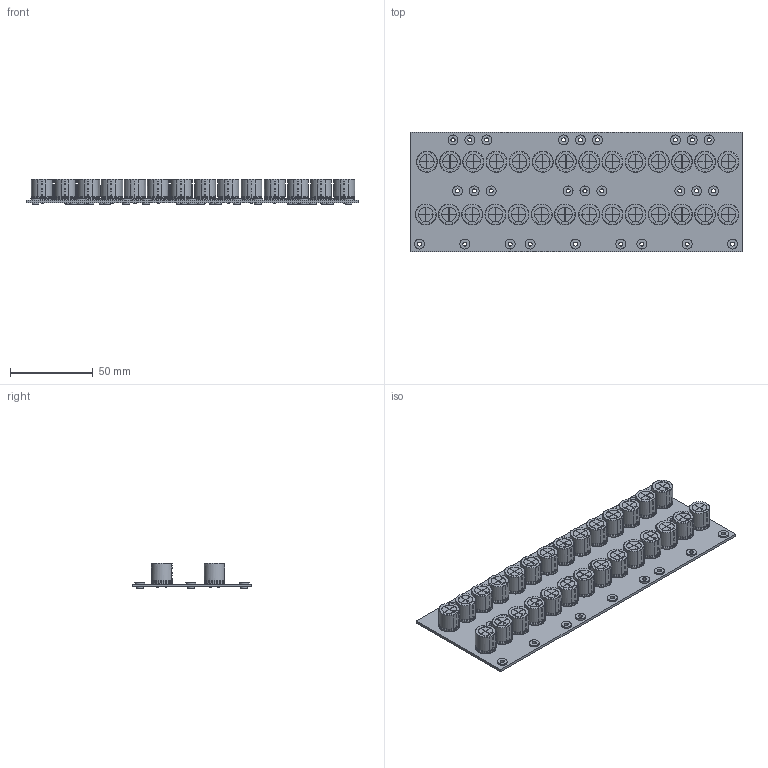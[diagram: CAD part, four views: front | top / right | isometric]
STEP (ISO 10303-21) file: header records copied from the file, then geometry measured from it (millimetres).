
FILE_DESCRIPTION(('KiCad electronic assembly'),'2;1');
FILE_NAME('dc_link.step','2021-04-16T16:14:47',('An Author'),( 'A Company'),'Open CASCADE STEP processor 6.9', 'KiCad to STEP converter','Unknown');
FILE_SCHEMA(('AUTOMOTIVE_DESIGN { 1 0 10303 214 1 1 1 1 }'));
Length unit declared in the file: millimetre
Products named in the file (6): Open CASCADE STEP translator 6.9 1; Mounting_Wuerth_WA-SMSR-M3_H2.6mm_ReverseMount_9775026360; SOLID; CP_Radial_D12.5mm_P5.00mm; COMPOUND
Assembly tree (58 placements, depth 3):
  Open CASCADE STEP translator 6.9 1
    Mounting_Wuerth_WA-SMSR-M3_H2.6mm_ReverseMount_9775026360  x27
      SOLID
    CP_Radial_D12.5mm_P5.00mm  x28
      SOLID
    COMPOUND
Bounding box: 200.03 x 71.88 x 15.1 mm (x, y, z)
Volume: 65719 mm3; surface area: 57705.2 mm2
Topology: 56 solids, 84 shells, 1735 faces, 4424 edges, 2996 vertices
Faces by surface type: plane 731, cylinder 584, bspline 196, revolution 168, torus 56
Full cylindrical faces by diameter (mm): 0.9 x56, 1.2 x56, 2.46 x27, 4.2 x27, 4.4 x27, 6 x27
Entity records: 13712 total; most frequent: CARTESIAN_POINT 4735, DIRECTION 1569, ORIENTED_EDGE 820, PCURVE 820, DEFINITIONAL_REPRESENTATION 820, LINE 697, VECTOR 697, AXIS2_PLACEMENT_3D 418
